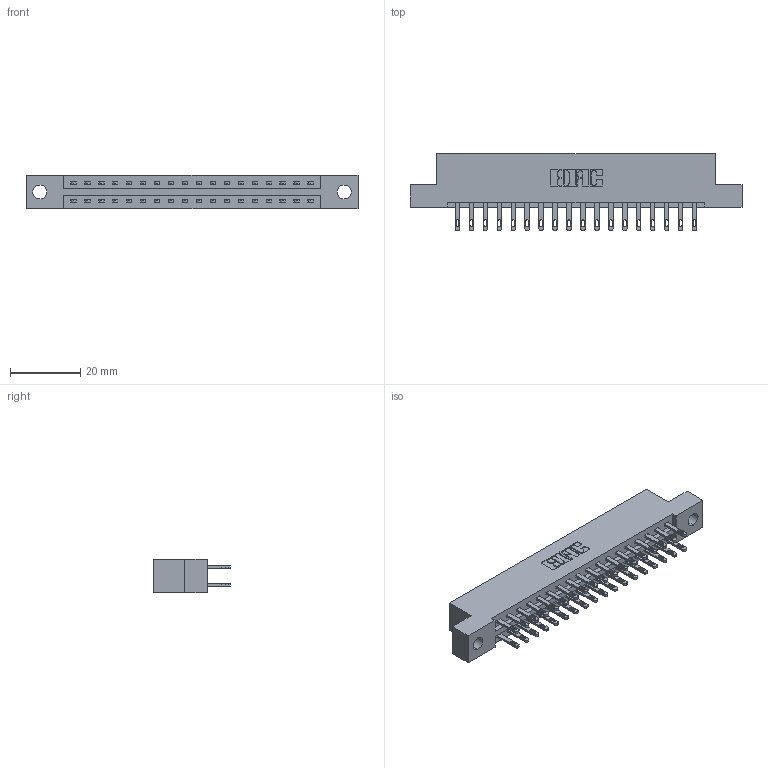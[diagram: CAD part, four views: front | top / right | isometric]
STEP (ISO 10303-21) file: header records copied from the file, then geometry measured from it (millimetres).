
FILE_DESCRIPTION (( 'STEP AP203' ), '1' );
FILE_NAME ('887-036-500-204.STEP', '2020-09-20T22:13:49', ( '' ), ( '' ), 'SwSTEP 2.0', 'SolidWorks 2020', '' );
FILE_SCHEMA (( 'CONFIG_CONTROL_DESIGN' ));
Length unit declared in the file: inch
Products named in the file (3): 887-036-500-204; 345-292-001_345-293-100; 837 Part_Flush Mounting Lugs - 0.156 Dia-TH
Assembly tree (37 placements, depth 2):
  887-036-500-204
    837 Part_Flush Mounting Lugs - 0.156 Dia-TH
    345-292-001_345-293-100  x36
Bounding box: 94.34 x 21.85 x 9.4 mm (x, y, z)
Volume: 9644.5 mm3; surface area: 10866.9 mm2
Topology: 37 solids, 37 shells, 1914 faces, 5819 edges, 3878 vertices
Faces by surface type: plane 1222, cylinder 692
Entity records: 16993 total; most frequent: CARTESIAN_POINT 2882, ORIENTED_EDGE 2818, DIRECTION 2497, EDGE_CURVE 1409, VECTOR 1277, LINE 1277, VERTEX_POINT 938, AXIS2_PLACEMENT_3D 610
